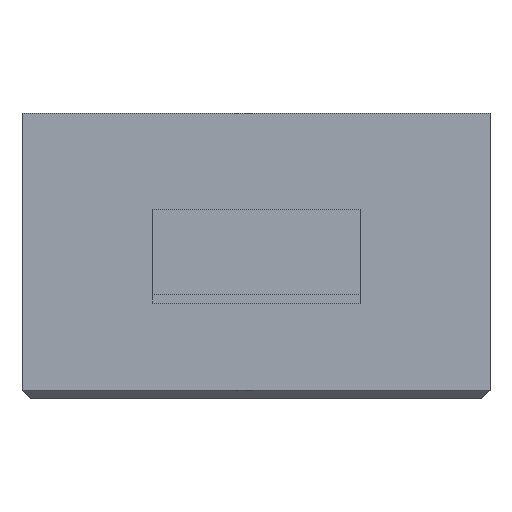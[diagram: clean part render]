
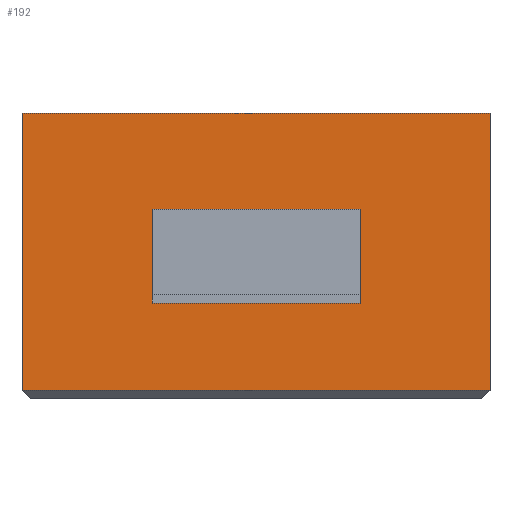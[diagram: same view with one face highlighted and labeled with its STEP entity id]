
A CAD part, left-side view. The second image highlights one B-rep face of the part: STEP entity #192.
In plain terms, the highlighted planar face has unit normal (-1, 0, 0).
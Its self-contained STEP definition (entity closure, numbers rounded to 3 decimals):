
#192=ADVANCED_FACE('',(#399),#3133,.T.);
#399=FACE_OUTER_BOUND('',#622,.T.);
#622=EDGE_LOOP('',(#1016,#1017,#1018,#1019));
#1016=ORIENTED_EDGE('',*,*,#1773,.F.);
#1017=ORIENTED_EDGE('',*,*,#1771,.T.);
#1018=ORIENTED_EDGE('',*,*,#1772,.T.);
#1019=ORIENTED_EDGE('',*,*,#1862,.F.);
#1771=EDGE_CURVE('',#2708,#2709,#2514,.T.);
#1772=EDGE_CURVE('',#2709,#2769,#2515,.T.);
#1773=EDGE_CURVE('',#2708,#2768,#2516,.T.);
#1862=EDGE_CURVE('',#2768,#2769,#2554,.T.);
#2514=B_SPLINE_CURVE_WITH_KNOTS('',1,(#3848,#3849),.UNSPECIFIED.,.F.,.F.,
(2,2),(0.,112.5),.UNSPECIFIED.);
#2515=B_SPLINE_CURVE_WITH_KNOTS('',1,(#3850,#3851),.UNSPECIFIED.,.F.,.F.,
(2,2),(0.,51.3),.UNSPECIFIED.);
#2516=B_SPLINE_CURVE_WITH_KNOTS('',1,(#3852,#3853),.UNSPECIFIED.,.F.,.F.,
(2,2),(0.,51.3),.UNSPECIFIED.);
#2554=B_SPLINE_CURVE_WITH_KNOTS('',1,(#4144,#4145),.UNSPECIFIED.,.F.,.F.,
(2,2),(0.,112.5),.UNSPECIFIED.);
#2708=VERTEX_POINT('',#3758);
#2709=VERTEX_POINT('',#3759);
#2768=VERTEX_POINT('',#3818);
#2769=VERTEX_POINT('',#3819);
#3133=PLANE('',#3248);
#3248=AXIS2_PLACEMENT_3D('',#3686,#3346,$);
#3346=DIRECTION('',(-1.,0.,0.));
#3686=CARTESIAN_POINT('',(-56.25,-56.25,41.64));
#3758=CARTESIAN_POINT('',(-56.25,-56.25,41.64));
#3759=CARTESIAN_POINT('',(-56.25,56.25,41.64));
#3818=CARTESIAN_POINT('',(-56.25,-56.25,-25.));
#3819=CARTESIAN_POINT('',(-56.25,56.25,-25.));
#3848=CARTESIAN_POINT('',(-56.25,-56.25,41.64));
#3849=CARTESIAN_POINT('',(-56.25,56.25,41.64));
#3850=CARTESIAN_POINT('',(-56.25,56.25,41.64));
#3851=CARTESIAN_POINT('',(-56.25,56.25,-25.));
#3852=CARTESIAN_POINT('',(-56.25,-56.25,41.64));
#3853=CARTESIAN_POINT('',(-56.25,-56.25,-25.));
#4144=CARTESIAN_POINT('',(-56.25,-56.25,-25.));
#4145=CARTESIAN_POINT('',(-56.25,56.25,-25.));
